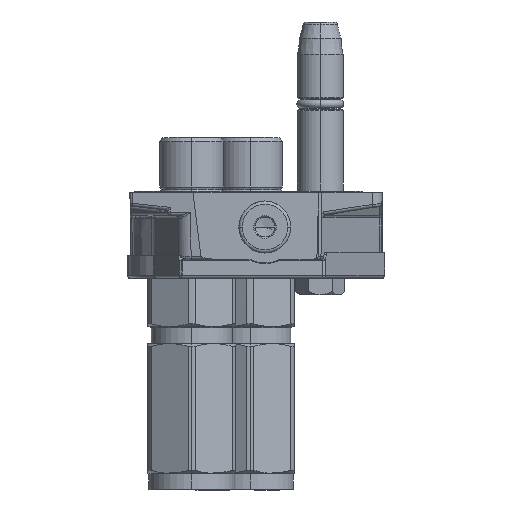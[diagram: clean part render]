
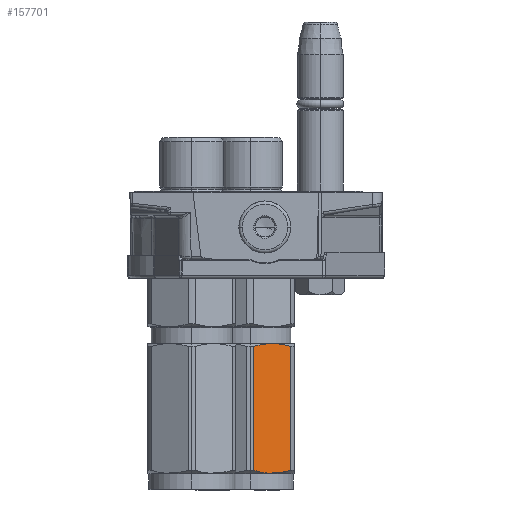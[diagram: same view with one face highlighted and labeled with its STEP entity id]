
A CAD part, front view. The second image highlights one B-rep face of the part: STEP entity #157701.
In plain terms, the highlighted face is planar.
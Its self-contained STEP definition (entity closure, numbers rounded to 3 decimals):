
#1332 = ORIENTED_EDGE ( 'NONE', *, *, #62875, .T. ) ;
#4002 = CARTESIAN_POINT ( 'NONE',  ( -1.088, -63.49, -14.961 ) ) ;
#4228 = VERTEX_POINT ( 'NONE', #145438 ) ;
#6032 = B_SPLINE_CURVE_WITH_KNOTS ( 'NONE', 3,
 ( #84270, #121843, #32904, #145248 ),
 .UNSPECIFIED., .F., .F.,
 ( 4, 4 ),
 ( 0., 1. ),
 .UNSPECIFIED. ) ;
#6457 = B_SPLINE_CURVE_WITH_KNOTS ( 'NONE', 3,
 ( #56774, #43079, #107385, #154770, #55698, #55130, #119399, #119953, #19055, #44736, #131957, #94900, #20674, #96536, #107937, #70917, #97062, #33737, #70373, #46880, #134668, #121591, #108478, #157490, #10319, #158016 ),
 .UNSPECIFIED., .F., .F.,
 ( 4, 2, 2, 1, 1, 2, 2, 2, 2, 2, 1, 1, 2, 2, 4 ),
 ( 0., 0.125, 0.188, 0.219, 0.234, 0.242, 0.25, 0.5, 0.625, 0.687, 0.719, 0.734, 0.742, 0.75, 1. ),
 .UNSPECIFIED. ) ;
#10267 = EDGE_CURVE ( 'NONE', #93135, #61808, #76606, .T. ) ;
#10319 = CARTESIAN_POINT ( 'NONE',  ( -2.036, -63.767, -14.41 ) ) ;
#11022 = DIRECTION ( 'NONE',  ( 0., 1., 0. ) ) ;
#14638 = LINE ( 'NONE', #59110, #77178 ) ;
#19055 = CARTESIAN_POINT ( 'NONE',  ( -9.721, -64.108, -9.976 ) ) ;
#20534 = DIRECTION ( 'NONE',  ( 0.866, 0., -0.5 ) ) ;
#20674 = CARTESIAN_POINT ( 'NONE',  ( -7.705, -64.356, -11.14 ) ) ;
#21905 = DIRECTION ( 'NONE',  ( 0.866, 0., -0.5 ) ) ;
#30424 = EDGE_CURVE ( 'NONE', #61808, #4228, #14638, .T. ) ;
#32904 = CARTESIAN_POINT ( 'NONE',  ( -3.014, -24.795, -13.848 ) ) ;
#33737 = CARTESIAN_POINT ( 'NONE',  ( -4.495, -64.213, -12.993 ) ) ;
#33828 = ORIENTED_EDGE ( 'NONE', *, *, #51857, .T. ) ;
#35374 = LINE ( 'NONE', #108683, #115305 ) ;
#43079 = CARTESIAN_POINT ( 'NONE',  ( -11.937, -63.628, -8.695 ) ) ;
#44736 = CARTESIAN_POINT ( 'NONE',  ( -9.663, -64.117, -10.01 ) ) ;
#45110 = DIRECTION ( 'NONE',  ( -0.5, 0., -0.866 ) ) ;
#46794 = ORIENTED_EDGE ( 'NONE', *, *, #30424, .T. ) ;
#46880 = CARTESIAN_POINT ( 'NONE',  ( -4.106, -64.159, -13.218 ) ) ;
#49358 = VERTEX_POINT ( 'NONE', #4002 ) ;
#51857 = EDGE_CURVE ( 'NONE', #156004, #93135, #35374, .T. ) ;
#54059 = CARTESIAN_POINT ( 'NONE',  ( -12.412, -63.49, -8.422 ) ) ;
#55130 = CARTESIAN_POINT ( 'NONE',  ( -10.187, -64.026, -9.707 ) ) ;
#55698 = CARTESIAN_POINT ( 'NONE',  ( -10.536, -63.959, -9.505 ) ) ;
#56774 = CARTESIAN_POINT ( 'NONE',  ( -12.412, -63.49, -8.422 ) ) ;
#58000 = CARTESIAN_POINT ( 'NONE',  ( -12.412, -25.366, -8.422 ) ) ;
#59110 = CARTESIAN_POINT ( 'NONE',  ( -6.761, -24.5, -11.685 ) ) ;
#59244 = VERTEX_POINT ( 'NONE', #120826 ) ;
#59606 = CARTESIAN_POINT ( 'NONE',  ( -10.486, -24.795, -9.534 ) ) ;
#60867 = ORIENTED_EDGE ( 'NONE', *, *, #149261, .F. ) ;
#61808 = VERTEX_POINT ( 'NONE', #94012 ) ;
#62875 = EDGE_CURVE ( 'NONE', #4228, #59244, #6032, .T. ) ;
#68392 = CARTESIAN_POINT ( 'NONE',  ( -1.088, -63.49, -14.961 ) ) ;
#70373 = CARTESIAN_POINT ( 'NONE',  ( -4.316, -64.189, -13.096 ) ) ;
#70917 = CARTESIAN_POINT ( 'NONE',  ( -5.09, -64.279, -12.649 ) ) ;
#76606 = B_SPLINE_CURVE_WITH_KNOTS ( 'NONE', 3,
 ( #58000, #59606, #146228, #97194 ),
 .UNSPECIFIED., .F., .F.,
 ( 4, 4 ),
 ( 0., 1. ),
 .UNSPECIFIED. ) ;
#77178 = VECTOR ( 'NONE', #21905, 1000. ) ;
#84270 = CARTESIAN_POINT ( 'NONE',  ( -6.739, -24.5, -11.698 ) ) ;
#89040 = PLANE ( 'NONE',  #157117 ) ;
#93135 = VERTEX_POINT ( 'NONE', #129365 ) ;
#93279 = ORIENTED_EDGE ( 'NONE', *, *, #10267, .T. ) ;
#94012 = CARTESIAN_POINT ( 'NONE',  ( -6.761, -24.5, -11.685 ) ) ;
#94900 = CARTESIAN_POINT ( 'NONE',  ( -8.639, -64.279, -10.601 ) ) ;
#95720 = FACE_OUTER_BOUND ( 'NONE', #105463, .T. ) ;
#96536 = CARTESIAN_POINT ( 'NONE',  ( -6.272, -64.356, -11.967 ) ) ;
#97062 = CARTESIAN_POINT ( 'NONE',  ( -4.853, -64.255, -12.786 ) ) ;
#97194 = CARTESIAN_POINT ( 'NONE',  ( -6.761, -24.5, -11.685 ) ) ;
#105463 = EDGE_LOOP ( 'NONE', ( #33828, #93279, #46794, #1332, #60867, #115463 ) ) ;
#107112 = VECTOR ( 'NONE', #11022, 1000. ) ;
#107385 = CARTESIAN_POINT ( 'NONE',  ( -11.468, -63.75, -8.966 ) ) ;
#107937 = CARTESIAN_POINT ( 'NONE',  ( -5.8, -64.337, -12.239 ) ) ;
#108478 = CARTESIAN_POINT ( 'NONE',  ( -3.925, -64.131, -13.323 ) ) ;
#108683 = CARTESIAN_POINT ( 'NONE',  ( -12.412, -63.49, -8.422 ) ) ;
#115305 = VECTOR ( 'NONE', #121255, 1000. ) ;
#115463 = ORIENTED_EDGE ( 'NONE', *, *, #144707, .F. ) ;
#119399 = CARTESIAN_POINT ( 'NONE',  ( -10.012, -64.058, -9.808 ) ) ;
#119800 = CARTESIAN_POINT ( 'NONE',  ( -13.5, -24.5, -7.794 ) ) ;
#119953 = CARTESIAN_POINT ( 'NONE',  ( -9.809, -64.093, -9.926 ) ) ;
#120826 = CARTESIAN_POINT ( 'NONE',  ( -1.088, -25.366, -14.961 ) ) ;
#121255 = DIRECTION ( 'NONE',  ( 0., 1., 0. ) ) ;
#121591 = CARTESIAN_POINT ( 'NONE',  ( -3.956, -64.136, -13.305 ) ) ;
#121843 = CARTESIAN_POINT ( 'NONE',  ( -4.898, -24.506, -12.761 ) ) ;
#129365 = CARTESIAN_POINT ( 'NONE',  ( -12.412, -25.366, -8.422 ) ) ;
#131957 = CARTESIAN_POINT ( 'NONE',  ( -9.635, -64.122, -10.026 ) ) ;
#134668 = CARTESIAN_POINT ( 'NONE',  ( -4.016, -64.145, -13.27 ) ) ;
#144707 = EDGE_CURVE ( 'NONE', #156004, #49358, #6457, .T. ) ;
#145248 = CARTESIAN_POINT ( 'NONE',  ( -1.088, -25.366, -14.961 ) ) ;
#145438 = CARTESIAN_POINT ( 'NONE',  ( -6.739, -24.5, -11.698 ) ) ;
#146228 = CARTESIAN_POINT ( 'NONE',  ( -8.602, -24.506, -10.622 ) ) ;
#149261 = EDGE_CURVE ( 'NONE', #49358, #59244, #159807, .T. ) ;
#154770 = CARTESIAN_POINT ( 'NONE',  ( -10.769, -63.91, -9.37 ) ) ;
#156004 = VERTEX_POINT ( 'NONE', #54059 ) ;
#157117 = AXIS2_PLACEMENT_3D ( 'NONE', #119800, #45110, #20534 ) ;
#157490 = CARTESIAN_POINT ( 'NONE',  ( -2.962, -63.979, -13.878 ) ) ;
#157701 = ADVANCED_FACE ( 'NONE', ( #95720 ), #89040, .T. ) ;
#158016 = CARTESIAN_POINT ( 'NONE',  ( -1.088, -63.49, -14.961 ) ) ;
#159807 = LINE ( 'NONE', #68392, #107112 ) ;
